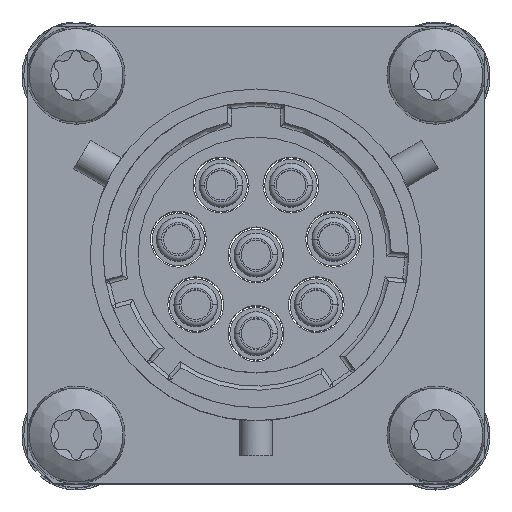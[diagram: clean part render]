
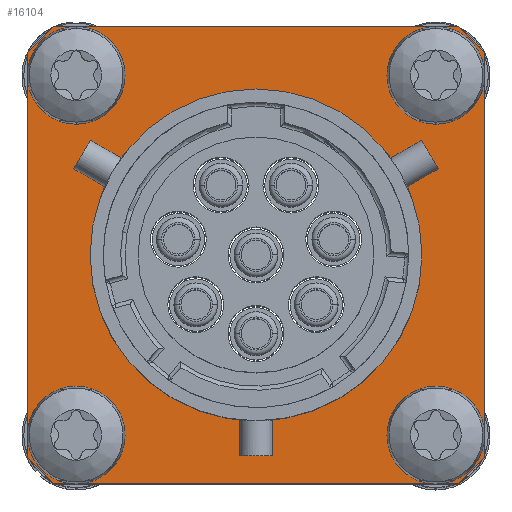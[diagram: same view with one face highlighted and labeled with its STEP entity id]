
A CAD part, top view. The second image highlights one B-rep face of the part: STEP entity #16104.
In plain terms, the highlighted planar face has unit normal (0, 0, 1).
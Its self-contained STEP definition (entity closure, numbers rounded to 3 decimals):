
#15133=CARTESIAN_POINT('',(9.5,0.,22.5));
#15134=VERTEX_POINT('',#15133);
#15143=CARTESIAN_POINT('',(-9.5,0.0,22.5));
#15144=VERTEX_POINT('',#15143);
#15145=CARTESIAN_POINT('',(0.0,0.0,22.5));
#15146=DIRECTION('',(0.0,0.0,1.0));
#15147=DIRECTION('',(1.0,0.0,0.0));
#15148=AXIS2_PLACEMENT_3D('',#15145,#15146,#15147);
#15149=CIRCLE('',#15148,9.5);
#15150=EDGE_CURVE('',#15134,#15144,#15149,.T.);
#15186=CARTESIAN_POINT('',(-8.7,10.3,22.5));
#15187=VERTEX_POINT('',#15186);
#15203=CARTESIAN_POINT('',(-11.9,10.3,22.5));
#15204=VERTEX_POINT('',#15203);
#15211=CARTESIAN_POINT('',(-10.3,10.3,22.5));
#15212=DIRECTION('',(0.0,0.0,-1.0));
#15213=DIRECTION('',(1.0,0.0,0.0));
#15214=AXIS2_PLACEMENT_3D('',#15211,#15212,#15213);
#15215=CIRCLE('',#15214,1.6);
#15216=EDGE_CURVE('',#15187,#15204,#15215,.T.);
#15228=CARTESIAN_POINT('',(-8.7,-10.3,22.5));
#15229=VERTEX_POINT('',#15228);
#15245=CARTESIAN_POINT('',(-11.9,-10.3,22.5));
#15246=VERTEX_POINT('',#15245);
#15253=CARTESIAN_POINT('',(-10.3,-10.3,22.5));
#15254=DIRECTION('',(0.0,0.0,-1.0));
#15255=DIRECTION('',(1.0,0.0,0.0));
#15256=AXIS2_PLACEMENT_3D('',#15253,#15254,#15255);
#15257=CIRCLE('',#15256,1.6);
#15258=EDGE_CURVE('',#15229,#15246,#15257,.T.);
#15270=CARTESIAN_POINT('',(11.9,10.3,22.5));
#15271=VERTEX_POINT('',#15270);
#15287=CARTESIAN_POINT('',(8.7,10.3,22.5));
#15288=VERTEX_POINT('',#15287);
#15295=CARTESIAN_POINT('',(10.3,10.3,22.5));
#15296=DIRECTION('',(0.0,0.0,-1.0));
#15297=DIRECTION('',(1.0,0.0,0.0));
#15298=AXIS2_PLACEMENT_3D('',#15295,#15296,#15297);
#15299=CIRCLE('',#15298,1.6);
#15300=EDGE_CURVE('',#15271,#15288,#15299,.T.);
#15312=CARTESIAN_POINT('',(11.9,-10.3,22.5));
#15313=VERTEX_POINT('',#15312);
#15329=CARTESIAN_POINT('',(8.7,-10.3,22.5));
#15330=VERTEX_POINT('',#15329);
#15337=CARTESIAN_POINT('',(10.3,-10.3,22.5));
#15338=DIRECTION('',(0.0,0.0,-1.0));
#15339=DIRECTION('',(1.0,0.0,0.0));
#15340=AXIS2_PLACEMENT_3D('',#15337,#15338,#15339);
#15341=CIRCLE('',#15340,1.6);
#15342=EDGE_CURVE('',#15313,#15330,#15341,.T.);
#15983=CARTESIAN_POINT('',(0.,0.,22.5));
#15984=DIRECTION('',(0.0,0.0,1.0));
#15985=DIRECTION('',(1.0,0.0,0.0));
#15986=AXIS2_PLACEMENT_3D('',#15983,#15984,#15985);
#15987=PLANE('',#15986);
#15988=CARTESIAN_POINT('',(-11.6,13.1,22.5));
#15989=VERTEX_POINT('',#15988);
#15990=CARTESIAN_POINT('',(11.6,13.1,22.5));
#15991=VERTEX_POINT('',#15990);
#15992=CARTESIAN_POINT('',(-11.6,13.1,22.5));
#15993=DIRECTION('',(1.0,0.0,0.0));
#15994=VECTOR('',#15993,23.2);
#15995=LINE('',#15992,#15994);
#15996=EDGE_CURVE('',#15989,#15991,#15995,.T.);
#15997=ORIENTED_EDGE('',*,*,#15996,.F.);
#15998=CARTESIAN_POINT('',(-13.1,11.6,22.5));
#15999=VERTEX_POINT('',#15998);
#16000=CARTESIAN_POINT('',(-13.1,11.6,22.5));
#16001=DIRECTION('',(0.707,0.707,0.0));
#16002=VECTOR('',#16001,2.121);
#16003=LINE('',#16000,#16002);
#16004=EDGE_CURVE('',#15999,#15989,#16003,.T.);
#16005=ORIENTED_EDGE('',*,*,#16004,.F.);
#16006=CARTESIAN_POINT('',(-13.1,-11.6,22.5));
#16007=VERTEX_POINT('',#16006);
#16008=CARTESIAN_POINT('',(-13.1,-11.6,22.5));
#16009=DIRECTION('',(0.0,1.0,0.0));
#16010=VECTOR('',#16009,23.2);
#16011=LINE('',#16008,#16010);
#16012=EDGE_CURVE('',#16007,#15999,#16011,.T.);
#16013=ORIENTED_EDGE('',*,*,#16012,.F.);
#16014=CARTESIAN_POINT('',(-11.6,-13.1,22.5));
#16015=VERTEX_POINT('',#16014);
#16016=CARTESIAN_POINT('',(-11.6,-13.1,22.5));
#16017=DIRECTION('',(-0.707,0.707,0.0));
#16018=VECTOR('',#16017,2.121);
#16019=LINE('',#16016,#16018);
#16020=EDGE_CURVE('',#16015,#16007,#16019,.T.);
#16021=ORIENTED_EDGE('',*,*,#16020,.F.);
#16022=CARTESIAN_POINT('',(11.6,-13.1,22.5));
#16023=VERTEX_POINT('',#16022);
#16024=CARTESIAN_POINT('',(11.6,-13.1,22.5));
#16025=DIRECTION('',(-1.0,0.0,0.0));
#16026=VECTOR('',#16025,23.2);
#16027=LINE('',#16024,#16026);
#16028=EDGE_CURVE('',#16023,#16015,#16027,.T.);
#16029=ORIENTED_EDGE('',*,*,#16028,.F.);
#16030=CARTESIAN_POINT('',(13.1,-11.6,22.5));
#16031=VERTEX_POINT('',#16030);
#16032=CARTESIAN_POINT('',(13.1,-11.6,22.5));
#16033=DIRECTION('',(-0.707,-0.707,0.0));
#16034=VECTOR('',#16033,2.121);
#16035=LINE('',#16032,#16034);
#16036=EDGE_CURVE('',#16031,#16023,#16035,.T.);
#16037=ORIENTED_EDGE('',*,*,#16036,.F.);
#16038=CARTESIAN_POINT('',(13.1,11.6,22.5));
#16039=VERTEX_POINT('',#16038);
#16040=CARTESIAN_POINT('',(13.1,11.6,22.5));
#16041=DIRECTION('',(0.0,-1.0,0.0));
#16042=VECTOR('',#16041,23.2);
#16043=LINE('',#16040,#16042);
#16044=EDGE_CURVE('',#16039,#16031,#16043,.T.);
#16045=ORIENTED_EDGE('',*,*,#16044,.F.);
#16046=CARTESIAN_POINT('',(11.6,13.1,22.5));
#16047=DIRECTION('',(0.707,-0.707,0.0));
#16048=VECTOR('',#16047,2.121);
#16049=LINE('',#16046,#16048);
#16050=EDGE_CURVE('',#15991,#16039,#16049,.T.);
#16051=ORIENTED_EDGE('',*,*,#16050,.F.);
#16052=EDGE_LOOP('',(#15997,#16005,#16013,#16021,#16029,#16037,#16045,#16051));
#16053=FACE_OUTER_BOUND('',#16052,.T.);
#16054=ORIENTED_EDGE('',*,*,#15216,.T.);
#16055=CARTESIAN_POINT('',(-10.3,10.3,22.5));
#16056=DIRECTION('',(0.0,0.0,-1.0));
#16057=DIRECTION('',(1.0,0.0,0.0));
#16058=AXIS2_PLACEMENT_3D('',#16055,#16056,#16057);
#16059=CIRCLE('',#16058,1.6);
#16060=EDGE_CURVE('',#15204,#15187,#16059,.T.);
#16061=ORIENTED_EDGE('',*,*,#16060,.T.);
#16062=EDGE_LOOP('',(#16054,#16061));
#16063=FACE_BOUND('',#16062,.T.);
#16064=ORIENTED_EDGE('',*,*,#15258,.T.);
#16065=CARTESIAN_POINT('',(-10.3,-10.3,22.5));
#16066=DIRECTION('',(0.0,0.0,-1.0));
#16067=DIRECTION('',(1.0,0.0,0.0));
#16068=AXIS2_PLACEMENT_3D('',#16065,#16066,#16067);
#16069=CIRCLE('',#16068,1.6);
#16070=EDGE_CURVE('',#15246,#15229,#16069,.T.);
#16071=ORIENTED_EDGE('',*,*,#16070,.T.);
#16072=EDGE_LOOP('',(#16064,#16071));
#16073=FACE_BOUND('',#16072,.T.);
#16074=ORIENTED_EDGE('',*,*,#15300,.T.);
#16075=CARTESIAN_POINT('',(10.3,10.3,22.5));
#16076=DIRECTION('',(0.0,0.0,-1.0));
#16077=DIRECTION('',(1.0,0.0,0.0));
#16078=AXIS2_PLACEMENT_3D('',#16075,#16076,#16077);
#16079=CIRCLE('',#16078,1.6);
#16080=EDGE_CURVE('',#15288,#15271,#16079,.T.);
#16081=ORIENTED_EDGE('',*,*,#16080,.T.);
#16082=EDGE_LOOP('',(#16074,#16081));
#16083=FACE_BOUND('',#16082,.T.);
#16084=ORIENTED_EDGE('',*,*,#15342,.T.);
#16085=CARTESIAN_POINT('',(10.3,-10.3,22.5));
#16086=DIRECTION('',(0.0,0.0,-1.0));
#16087=DIRECTION('',(1.0,0.0,0.0));
#16088=AXIS2_PLACEMENT_3D('',#16085,#16086,#16087);
#16089=CIRCLE('',#16088,1.6);
#16090=EDGE_CURVE('',#15330,#15313,#16089,.T.);
#16091=ORIENTED_EDGE('',*,*,#16090,.T.);
#16092=EDGE_LOOP('',(#16084,#16091));
#16093=FACE_BOUND('',#16092,.T.);
#16094=CARTESIAN_POINT('',(0.0,0.0,22.5));
#16095=DIRECTION('',(0.0,0.0,1.0));
#16096=DIRECTION('',(1.0,0.0,0.0));
#16097=AXIS2_PLACEMENT_3D('',#16094,#16095,#16096);
#16098=CIRCLE('',#16097,9.5);
#16099=EDGE_CURVE('',#15144,#15134,#16098,.T.);
#16100=ORIENTED_EDGE('',*,*,#16099,.F.);
#16101=ORIENTED_EDGE('',*,*,#15150,.F.);
#16102=EDGE_LOOP('',(#16100,#16101));
#16103=FACE_BOUND('',#16102,.T.);
#16104=ADVANCED_FACE('',(#16053,#16063,#16073,#16083,#16093,#16103),#15987,.T.);
